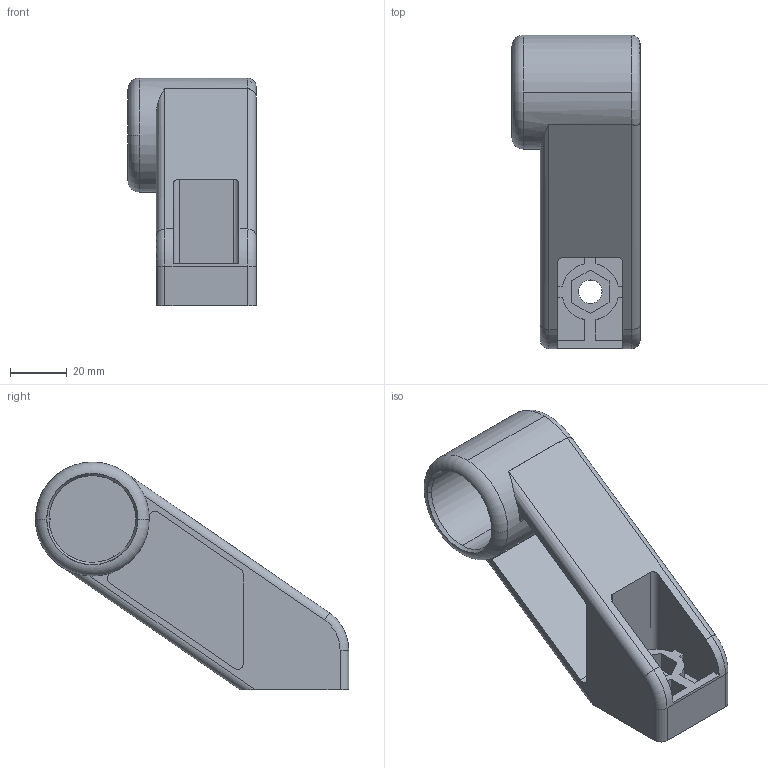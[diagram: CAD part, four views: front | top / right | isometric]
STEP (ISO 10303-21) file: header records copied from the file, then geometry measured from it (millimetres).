
FILE_DESCRIPTION(('Creo Elements/Direct Modeling STEP Export'),'2;1');
FILE_NAME('44.0290.3_Endstück-Gewinkelt-Rechts_D30-h60-PA-Schwarz.stp','2022-03-21T 9:00:20',(''),(''),'PTC Creo Elements/Direct Modeling STEP processor for AP214 (Solid Model)','PTC Creo Elements/Direct Modeling 19.0C 15-Aug-2015 (C) Parametric Technology GmbH','');
FILE_SCHEMA(('AUTOMOTIVE_DESIGN { 1 0 10303 214 1 1 1 1 }'));
Length unit declared in the file: millimetre
Products named in the file (2): Endstück-Gewinkelt-Rechts_D30-h60-PA-Schwarz_44.0290.3_PX173824
Assembly tree (1 placements, depth 2):
  Endstück-Gewinkelt-Rechts_D30-h60-PA-Schwarz_44.0290.3_PX173824
    Endstück-Gewinkelt-Rechts_D30-h60-PA-Schwarz_44.0290.3_PX173824
Bounding box: 45 x 110 x 80 mm (x, y, z)
Volume: 80777.3 mm3; surface area: 31532.2 mm2
Topology: 1 solids, 1 shells, 83 faces, 228 edges, 149 vertices
Faces by surface type: plane 50, cylinder 23, torus 5, cone 5
Entity records: 2927 total; most frequent: CARTESIAN_POINT 602, ORIENTED_EDGE 456, DIRECTION 445, EDGE_CURVE 228, AXIS2_PLACEMENT_3D 151, VERTEX_POINT 149, VECTOR 143, LINE 143
